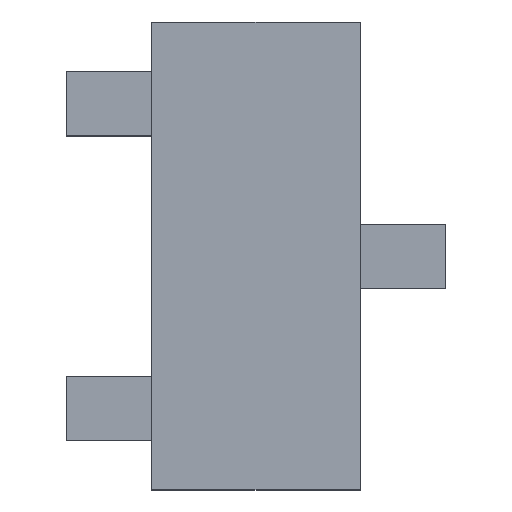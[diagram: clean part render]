
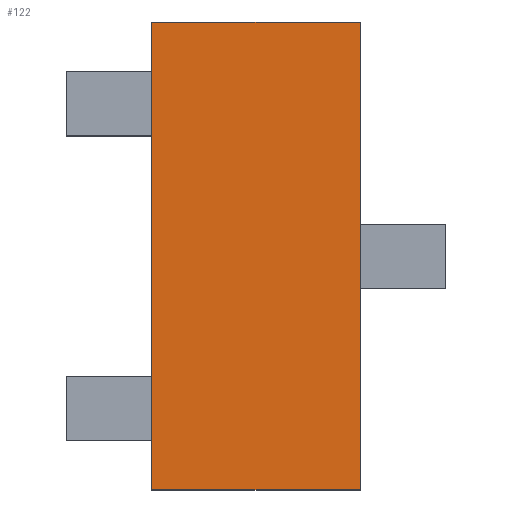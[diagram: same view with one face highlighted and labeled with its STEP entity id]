
A CAD part, top view. The second image highlights one B-rep face of the part: STEP entity #122.
In plain terms, the highlighted planar face has unit normal (0, 0, 1).
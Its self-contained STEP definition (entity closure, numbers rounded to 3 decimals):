
#13=DIRECTION('',(0.,0.,1.));
#14=DIRECTION('',(1.,0.,-0.));
#45=VERTEX_POINT('',#46);
#46=CARTESIAN_POINT('',(0.,0.,1.12));
#54=VECTOR('',#55,1.);
#55=DIRECTION('',(-0.,1.,0.));
#58=VERTEX_POINT('',#59);
#59=CARTESIAN_POINT('',(0.,2.92,1.12));
#61=ORIENTED_EDGE('',*,*,#62,.F.);
#62=EDGE_CURVE('',#45,#58,#63,.T.);
#63=LINE('',#46,#54);
#73=VERTEX_POINT('',#74);
#74=CARTESIAN_POINT('',(1.3,0.,1.12));
#83=VERTEX_POINT('',#84);
#84=CARTESIAN_POINT('',(1.3,2.92,1.12));
#87=EDGE_CURVE('',#73,#83,#88,.T.);
#88=LINE('',#74,#54);
#97=VECTOR('',#14,1.);
#99=ORIENTED_EDGE('',*,*,#100,.T.);
#100=EDGE_CURVE('',#45,#73,#101,.T.);
#101=LINE('',#46,#97);
#111=EDGE_CURVE('',#58,#83,#112,.T.);
#112=LINE('',#59,#97);
#122=ADVANCED_FACE('',(#123),#127,.T.);
#123=FACE_BOUND('',#124,.T.);
#124=EDGE_LOOP('',(#61,#99,#125,#126));
#125=ORIENTED_EDGE('',*,*,#87,.T.);
#126=ORIENTED_EDGE('',*,*,#111,.F.);
#127=PLANE('',#128);
#128=AXIS2_PLACEMENT_3D('',#46,#13,#14);
